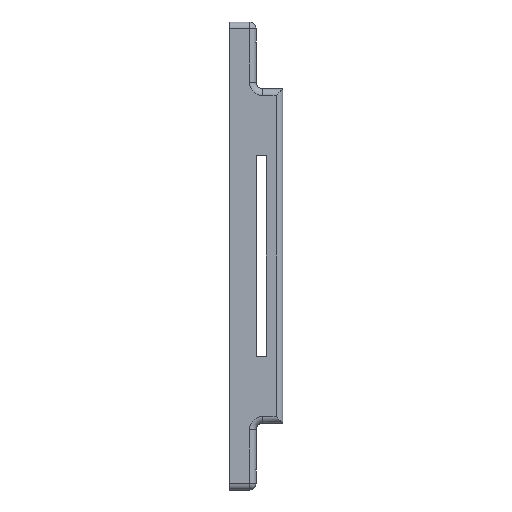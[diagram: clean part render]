
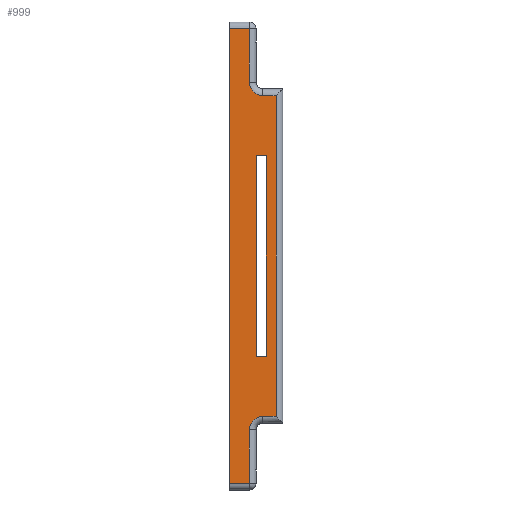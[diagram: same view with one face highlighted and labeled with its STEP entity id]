
A CAD part, left-side view. The second image highlights one B-rep face of the part: STEP entity #999.
In plain terms, the highlighted planar face has unit normal (-1, 0, 0).
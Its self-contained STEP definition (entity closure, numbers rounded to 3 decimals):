
#23 = AXIS2_PLACEMENT_3D ( 'NONE', #1052, #1034, #1630 ) ;
#26 = CARTESIAN_POINT ( 'NONE',  ( -29., -3., 26. ) ) ;
#54 = LINE ( 'NONE', #895, #195 ) ;
#62 = VECTOR ( 'NONE', #904, 1000. ) ;
#108 = VERTEX_POINT ( 'NONE', #2858 ) ;
#141 = VERTEX_POINT ( 'NONE', #1437 ) ;
#154 = VERTEX_POINT ( 'NONE', #3411 ) ;
#195 = VECTOR ( 'NONE', #1183, 1000. ) ;
#196 = CARTESIAN_POINT ( 'NONE',  ( -29., -3.5, -15. ) ) ;
#206 = VECTOR ( 'NONE', #2130, 1000. ) ;
#216 = VERTEX_POINT ( 'NONE', #3237 ) ;
#267 = DIRECTION ( 'NONE',  ( 0., 0., 1. ) ) ;
#312 = DIRECTION ( 'NONE',  ( 0., 0., -1. ) ) ;
#318 = ORIENTED_EDGE ( 'NONE', *, *, #1224, .T. ) ;
#348 = CARTESIAN_POINT ( 'NONE',  ( -29., -5., 24. ) ) ;
#431 = EDGE_CURVE ( 'NONE', #518, #2575, #1393, .T. ) ;
#463 = VERTEX_POINT ( 'NONE', #3178 ) ;
#475 = LINE ( 'NONE', #196, #3265 ) ;
#501 = CARTESIAN_POINT ( 'NONE',  ( -29., -2., 15. ) ) ;
#518 = VERTEX_POINT ( 'NONE', #3408 ) ;
#543 = LINE ( 'NONE', #1659, #1710 ) ;
#553 = DIRECTION ( 'NONE',  ( 0., 1., 0. ) ) ;
#557 = VECTOR ( 'NONE', #1095, 1000. ) ;
#584 = VERTEX_POINT ( 'NONE', #2581 ) ;
#649 = DIRECTION ( 'NONE',  ( 0., 1., 0. ) ) ;
#674 = ORIENTED_EDGE ( 'NONE', *, *, #2631, .T. ) ;
#772 = DIRECTION ( 'NONE',  ( 0., 0., 1. ) ) ;
#798 = LINE ( 'NONE', #3302, #2276 ) ;
#829 = DIRECTION ( 'NONE',  ( -1., 0., 0. ) ) ;
#832 = CARTESIAN_POINT ( 'NONE',  ( -29., -2., 15. ) ) ;
#849 = EDGE_CURVE ( 'NONE', #1533, #2967, #1280, .T. ) ;
#895 = CARTESIAN_POINT ( 'NONE',  ( -29., -1., 35. ) ) ;
#904 = DIRECTION ( 'NONE',  ( 0., -1., 0. ) ) ;
#930 = ORIENTED_EDGE ( 'NONE', *, *, #431, .T. ) ;
#999 = ADVANCED_FACE ( 'NONE', ( #1100, #2830 ), #2541, .T. ) ;
#1034 = DIRECTION ( 'NONE',  ( -1., 0., 0. ) ) ;
#1040 = EDGE_CURVE ( 'NONE', #1163, #584, #1908, .T. ) ;
#1052 = CARTESIAN_POINT ( 'NONE',  ( -29., -3., -26. ) ) ;
#1060 = CARTESIAN_POINT ( 'NONE',  ( -29., 0., 24. ) ) ;
#1095 = DIRECTION ( 'NONE',  ( 0., -1., 0. ) ) ;
#1100 = FACE_BOUND ( 'NONE', #2791, .T. ) ;
#1128 = VECTOR ( 'NONE', #553, 1000. ) ;
#1137 = DIRECTION ( 'NONE',  ( 0., 0., 1. ) ) ;
#1163 = VERTEX_POINT ( 'NONE', #2592 ) ;
#1170 = CARTESIAN_POINT ( 'NONE',  ( -29., 2., 35. ) ) ;
#1183 = DIRECTION ( 'NONE',  ( 0., 0., 1. ) ) ;
#1200 = ORIENTED_EDGE ( 'NONE', *, *, #2941, .T. ) ;
#1224 = EDGE_CURVE ( 'NONE', #2967, #584, #2447, .T. ) ;
#1235 = VECTOR ( 'NONE', #772, 1000. ) ;
#1270 = CARTESIAN_POINT ( 'NONE',  ( -29., -1., -25. ) ) ;
#1271 = LINE ( 'NONE', #1803, #1297 ) ;
#1280 = LINE ( 'NONE', #2722, #1235 ) ;
#1297 = VECTOR ( 'NONE', #3207, 1000. ) ;
#1370 = LINE ( 'NONE', #501, #1128 ) ;
#1380 = ORIENTED_EDGE ( 'NONE', *, *, #1826, .T. ) ;
#1393 = LINE ( 'NONE', #1170, #3629 ) ;
#1437 = CARTESIAN_POINT ( 'NONE',  ( -29., -1., -34. ) ) ;
#1470 = CARTESIAN_POINT ( 'NONE',  ( -29., 2., -34. ) ) ;
#1533 = VERTEX_POINT ( 'NONE', #2960 ) ;
#1591 = CARTESIAN_POINT ( 'NONE',  ( -29., -1., -26. ) ) ;
#1596 = DIRECTION ( 'NONE',  ( 0., 0., 1. ) ) ;
#1630 = DIRECTION ( 'NONE',  ( 0., 0., 1. ) ) ;
#1659 = CARTESIAN_POINT ( 'NONE',  ( -29., 0., 34. ) ) ;
#1710 = VECTOR ( 'NONE', #649, 1000. ) ;
#1779 = AXIS2_PLACEMENT_3D ( 'NONE', #26, #829, #1137 ) ;
#1803 = CARTESIAN_POINT ( 'NONE',  ( -29., -2., -15. ) ) ;
#1826 = EDGE_CURVE ( 'NONE', #216, #518, #543, .T. ) ;
#1856 = EDGE_CURVE ( 'NONE', #1163, #216, #54, .T. ) ;
#1877 = ORIENTED_EDGE ( 'NONE', *, *, #2824, .T. ) ;
#1908 = CIRCLE ( 'NONE', #1779, 2. ) ;
#2058 = EDGE_CURVE ( 'NONE', #154, #3586, #1370, .T. ) ;
#2130 = DIRECTION ( 'NONE',  ( 0., 1., 0. ) ) ;
#2193 = ORIENTED_EDGE ( 'NONE', *, *, #849, .T. ) ;
#2206 = LINE ( 'NONE', #2821, #557 ) ;
#2215 = VECTOR ( 'NONE', #2994, 1000. ) ;
#2276 = VECTOR ( 'NONE', #3653, 1000. ) ;
#2342 = ORIENTED_EDGE ( 'NONE', *, *, #2443, .F. ) ;
#2343 = EDGE_CURVE ( 'NONE', #3586, #463, #1271, .T. ) ;
#2379 = EDGE_LOOP ( 'NONE', ( #930, #1877, #674, #2644, #1200, #2193, #318, #3430, #3010, #1380 ) ) ;
#2392 = CIRCLE ( 'NONE', #23, 2. ) ;
#2443 = EDGE_CURVE ( 'NONE', #3573, #154, #475, .T. ) ;
#2447 = LINE ( 'NONE', #1060, #206 ) ;
#2529 = DIRECTION ( 'NONE',  ( -1., 0., 0. ) ) ;
#2541 = PLANE ( 'NONE',  #3382 ) ;
#2555 = ORIENTED_EDGE ( 'NONE', *, *, #3202, .F. ) ;
#2575 = VERTEX_POINT ( 'NONE', #1470 ) ;
#2581 = CARTESIAN_POINT ( 'NONE',  ( -29., -3., 24. ) ) ;
#2592 = CARTESIAN_POINT ( 'NONE',  ( -29., -1., 26. ) ) ;
#2631 = EDGE_CURVE ( 'NONE', #141, #3433, #3288, .T. ) ;
#2644 = ORIENTED_EDGE ( 'NONE', *, *, #3519, .F. ) ;
#2722 = CARTESIAN_POINT ( 'NONE',  ( -29., -5., 25. ) ) ;
#2791 = EDGE_LOOP ( 'NONE', ( #3460, #2342, #2555, #3559 ) ) ;
#2818 = CARTESIAN_POINT ( 'NONE',  ( -29., -3.5, -15. ) ) ;
#2821 = CARTESIAN_POINT ( 'NONE',  ( -29., -2., -34. ) ) ;
#2824 = EDGE_CURVE ( 'NONE', #2575, #141, #2206, .T. ) ;
#2830 = FACE_OUTER_BOUND ( 'NONE', #2379, .T. ) ;
#2858 = CARTESIAN_POINT ( 'NONE',  ( -29., -3., -24. ) ) ;
#2941 = EDGE_CURVE ( 'NONE', #108, #1533, #3443, .T. ) ;
#2960 = CARTESIAN_POINT ( 'NONE',  ( -29., -5., -24. ) ) ;
#2967 = VERTEX_POINT ( 'NONE', #348 ) ;
#2994 = DIRECTION ( 'NONE',  ( 0., 0., 1. ) ) ;
#3010 = ORIENTED_EDGE ( 'NONE', *, *, #1856, .T. ) ;
#3141 = CARTESIAN_POINT ( 'NONE',  ( -29., 0., 35. ) ) ;
#3178 = CARTESIAN_POINT ( 'NONE',  ( -29., -2., -15. ) ) ;
#3202 = EDGE_CURVE ( 'NONE', #463, #3573, #798, .T. ) ;
#3207 = DIRECTION ( 'NONE',  ( 0., 0., -1. ) ) ;
#3237 = CARTESIAN_POINT ( 'NONE',  ( -29., -1., 34. ) ) ;
#3265 = VECTOR ( 'NONE', #1596, 1000. ) ;
#3288 = LINE ( 'NONE', #1270, #2215 ) ;
#3302 = CARTESIAN_POINT ( 'NONE',  ( -29., -2., -15. ) ) ;
#3382 = AXIS2_PLACEMENT_3D ( 'NONE', #3141, #2529, #267 ) ;
#3397 = CARTESIAN_POINT ( 'NONE',  ( -29., -6., -24. ) ) ;
#3408 = CARTESIAN_POINT ( 'NONE',  ( -29., 2., 34. ) ) ;
#3411 = CARTESIAN_POINT ( 'NONE',  ( -29., -3.5, 15. ) ) ;
#3430 = ORIENTED_EDGE ( 'NONE', *, *, #1040, .F. ) ;
#3433 = VERTEX_POINT ( 'NONE', #1591 ) ;
#3443 = LINE ( 'NONE', #3397, #62 ) ;
#3460 = ORIENTED_EDGE ( 'NONE', *, *, #2058, .F. ) ;
#3519 = EDGE_CURVE ( 'NONE', #108, #3433, #2392, .T. ) ;
#3559 = ORIENTED_EDGE ( 'NONE', *, *, #2343, .F. ) ;
#3573 = VERTEX_POINT ( 'NONE', #2818 ) ;
#3586 = VERTEX_POINT ( 'NONE', #832 ) ;
#3629 = VECTOR ( 'NONE', #312, 1000. ) ;
#3653 = DIRECTION ( 'NONE',  ( 0., -1., 0. ) ) ;
